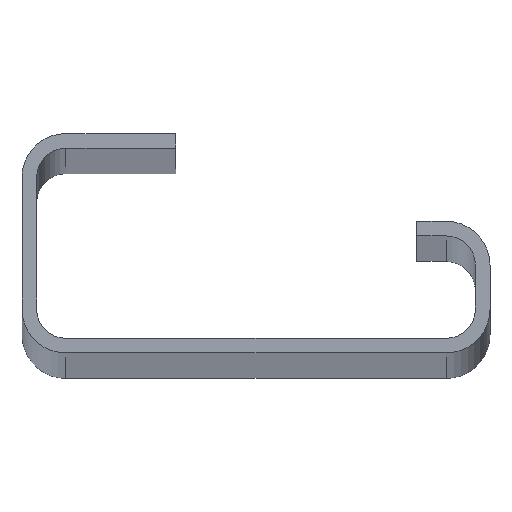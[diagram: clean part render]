
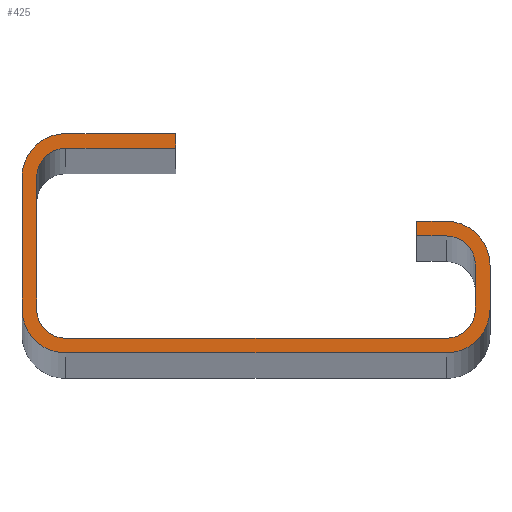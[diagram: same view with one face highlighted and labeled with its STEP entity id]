
A CAD part, top view. The second image highlights one B-rep face of the part: STEP entity #425.
In plain terms, the highlighted planar face has unit normal (0, 0, 1).
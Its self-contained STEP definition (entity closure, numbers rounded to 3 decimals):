
#16=CIRCLE('',#433,3.);
#18=CIRCLE('',#437,3.);
#20=CIRCLE('',#441,3.);
#22=CIRCLE('',#445,3.);
#24=CIRCLE('',#451,2.);
#26=CIRCLE('',#455,2.);
#28=CIRCLE('',#459,2.);
#30=CIRCLE('',#463,2.);
#59=FACE_OUTER_BOUND('',#81,.T.);
#81=EDGE_LOOP('',(#351,#352,#353,#354,#355,#356,#357,#358,#359,#360,#361,
#362,#363,#364,#365,#366,#367,#368,#369,#370));
#85=LINE('',#597,#129);
#88=LINE('',#603,#132);
#92=LINE('',#615,#136);
#96=LINE('',#627,#140);
#100=LINE('',#639,#144);
#104=LINE('',#651,#148);
#107=LINE('',#657,#151);
#110=LINE('',#663,#154);
#114=LINE('',#675,#158);
#118=LINE('',#687,#162);
#122=LINE('',#699,#166);
#126=LINE('',#709,#170);
#129=VECTOR('',#473,1.);
#132=VECTOR('',#478,2.);
#136=VECTOR('',#490,3.);
#140=VECTOR('',#502,26.);
#144=VECTOR('',#514,9.);
#148=VECTOR('',#526,7.5);
#151=VECTOR('',#531,1.);
#154=VECTOR('',#536,7.5);
#158=VECTOR('',#548,9.);
#162=VECTOR('',#560,26.);
#166=VECTOR('',#572,3.);
#170=VECTOR('',#584,2.);
#173=VERTEX_POINT('',#594);
#174=VERTEX_POINT('',#596);
#176=VERTEX_POINT('',#602);
#178=VERTEX_POINT('',#608);
#180=VERTEX_POINT('',#614);
#182=VERTEX_POINT('',#620);
#184=VERTEX_POINT('',#626);
#186=VERTEX_POINT('',#632);
#188=VERTEX_POINT('',#638);
#190=VERTEX_POINT('',#644);
#192=VERTEX_POINT('',#650);
#194=VERTEX_POINT('',#656);
#196=VERTEX_POINT('',#662);
#198=VERTEX_POINT('',#668);
#200=VERTEX_POINT('',#674);
#202=VERTEX_POINT('',#680);
#204=VERTEX_POINT('',#686);
#206=VERTEX_POINT('',#692);
#208=VERTEX_POINT('',#698);
#210=VERTEX_POINT('',#704);
#213=EDGE_CURVE('',#174,#173,#85,.T.);
#216=EDGE_CURVE('',#176,#174,#88,.T.);
#219=EDGE_CURVE('',#178,#176,#16,.T.);
#222=EDGE_CURVE('',#180,#178,#92,.T.);
#225=EDGE_CURVE('',#182,#180,#18,.T.);
#228=EDGE_CURVE('',#184,#182,#96,.T.);
#231=EDGE_CURVE('',#186,#184,#20,.T.);
#234=EDGE_CURVE('',#188,#186,#100,.T.);
#237=EDGE_CURVE('',#190,#188,#22,.T.);
#240=EDGE_CURVE('',#192,#190,#104,.T.);
#243=EDGE_CURVE('',#194,#192,#107,.T.);
#246=EDGE_CURVE('',#196,#194,#110,.T.);
#249=EDGE_CURVE('',#198,#196,#24,.T.);
#252=EDGE_CURVE('',#200,#198,#114,.T.);
#255=EDGE_CURVE('',#202,#200,#26,.T.);
#258=EDGE_CURVE('',#204,#202,#118,.T.);
#261=EDGE_CURVE('',#206,#204,#28,.T.);
#264=EDGE_CURVE('',#208,#206,#122,.T.);
#267=EDGE_CURVE('',#210,#208,#30,.T.);
#270=EDGE_CURVE('',#173,#210,#126,.T.);
#351=ORIENTED_EDGE('',*,*,#270,.T.);
#352=ORIENTED_EDGE('',*,*,#267,.T.);
#353=ORIENTED_EDGE('',*,*,#264,.T.);
#354=ORIENTED_EDGE('',*,*,#261,.T.);
#355=ORIENTED_EDGE('',*,*,#258,.T.);
#356=ORIENTED_EDGE('',*,*,#255,.T.);
#357=ORIENTED_EDGE('',*,*,#252,.T.);
#358=ORIENTED_EDGE('',*,*,#249,.T.);
#359=ORIENTED_EDGE('',*,*,#246,.T.);
#360=ORIENTED_EDGE('',*,*,#243,.T.);
#361=ORIENTED_EDGE('',*,*,#240,.T.);
#362=ORIENTED_EDGE('',*,*,#237,.T.);
#363=ORIENTED_EDGE('',*,*,#234,.T.);
#364=ORIENTED_EDGE('',*,*,#231,.T.);
#365=ORIENTED_EDGE('',*,*,#228,.T.);
#366=ORIENTED_EDGE('',*,*,#225,.T.);
#367=ORIENTED_EDGE('',*,*,#222,.T.);
#368=ORIENTED_EDGE('',*,*,#219,.T.);
#369=ORIENTED_EDGE('',*,*,#216,.T.);
#370=ORIENTED_EDGE('',*,*,#213,.T.);
#403=PLANE('',#465);
#425=ADVANCED_FACE('',(#59),#403,.T.);
#433=AXIS2_PLACEMENT_3D('',#609,#484,#485);
#437=AXIS2_PLACEMENT_3D('',#621,#496,#497);
#441=AXIS2_PLACEMENT_3D('',#633,#508,#509);
#445=AXIS2_PLACEMENT_3D('',#645,#520,#521);
#451=AXIS2_PLACEMENT_3D('',#669,#542,#543);
#455=AXIS2_PLACEMENT_3D('',#681,#554,#555);
#459=AXIS2_PLACEMENT_3D('',#693,#566,#567);
#463=AXIS2_PLACEMENT_3D('',#705,#578,#579);
#465=AXIS2_PLACEMENT_3D('',#710,#585,#586);
#473=DIRECTION('',(0.,-1.,0.));
#478=DIRECTION('',(-1.,0.,0.));
#484=DIRECTION('center_axis',(0.,0.,1.));
#485=DIRECTION('ref_axis',(1.,0.,0.));
#490=DIRECTION('',(0.,1.,0.));
#496=DIRECTION('center_axis',(0.,0.,1.));
#497=DIRECTION('ref_axis',(0.,-1.,0.));
#502=DIRECTION('',(1.,0.,0.));
#508=DIRECTION('center_axis',(0.,0.,1.));
#509=DIRECTION('ref_axis',(-1.,0.,0.));
#514=DIRECTION('',(0.,-1.,0.));
#520=DIRECTION('center_axis',(0.,0.,1.));
#521=DIRECTION('ref_axis',(0.,1.,0.));
#526=DIRECTION('',(-1.,0.,0.));
#531=DIRECTION('',(0.,1.,0.));
#536=DIRECTION('',(1.,0.,0.));
#542=DIRECTION('center_axis',(0.,0.,-1.));
#543=DIRECTION('ref_axis',(0.,-1.,0.));
#548=DIRECTION('',(0.,1.,0.));
#554=DIRECTION('center_axis',(0.,0.,-1.));
#555=DIRECTION('ref_axis',(1.,0.,0.));
#560=DIRECTION('',(-1.,0.,0.));
#566=DIRECTION('center_axis',(0.,0.,-1.));
#567=DIRECTION('ref_axis',(0.,1.,0.));
#572=DIRECTION('',(0.,-1.,0.));
#578=DIRECTION('center_axis',(0.,0.,-1.));
#579=DIRECTION('ref_axis',(-1.,0.,0.));
#584=DIRECTION('',(1.,0.,0.));
#585=DIRECTION('center_axis',(0.,0.,1.));
#586=DIRECTION('ref_axis',(1.,0.,0.));
#594=CARTESIAN_POINT('',(11.,0.5,1000.));
#596=CARTESIAN_POINT('',(11.,1.5,1000.));
#597=CARTESIAN_POINT('',(11.,1.5,1000.));
#602=CARTESIAN_POINT('',(13.,1.5,1000.));
#603=CARTESIAN_POINT('',(13.,1.5,1000.));
#608=CARTESIAN_POINT('',(16.,-1.5,1000.));
#609=CARTESIAN_POINT('Origin',(13.,-1.5,1000.));
#614=CARTESIAN_POINT('',(16.,-4.5,1000.));
#615=CARTESIAN_POINT('',(16.,-4.5,1000.));
#620=CARTESIAN_POINT('',(13.,-7.5,1000.));
#621=CARTESIAN_POINT('Origin',(13.,-4.5,1000.));
#626=CARTESIAN_POINT('',(-13.,-7.5,1000.));
#627=CARTESIAN_POINT('',(-13.,-7.5,1000.));
#632=CARTESIAN_POINT('',(-16.,-4.5,1000.));
#633=CARTESIAN_POINT('Origin',(-13.,-4.5,1000.));
#638=CARTESIAN_POINT('',(-16.,4.5,1000.));
#639=CARTESIAN_POINT('',(-16.,4.5,1000.));
#644=CARTESIAN_POINT('',(-13.,7.5,1000.));
#645=CARTESIAN_POINT('Origin',(-13.,4.5,1000.));
#650=CARTESIAN_POINT('',(-5.5,7.5,1000.));
#651=CARTESIAN_POINT('',(-5.5,7.5,1000.));
#656=CARTESIAN_POINT('',(-5.5,6.5,1000.));
#657=CARTESIAN_POINT('',(-5.5,6.5,1000.));
#662=CARTESIAN_POINT('',(-13.,6.5,1000.));
#663=CARTESIAN_POINT('',(-13.,6.5,1000.));
#668=CARTESIAN_POINT('',(-15.,4.5,1000.));
#669=CARTESIAN_POINT('Origin',(-13.,4.5,1000.));
#674=CARTESIAN_POINT('',(-15.,-4.5,1000.));
#675=CARTESIAN_POINT('',(-15.,-4.5,1000.));
#680=CARTESIAN_POINT('',(-13.,-6.5,1000.));
#681=CARTESIAN_POINT('Origin',(-13.,-4.5,1000.));
#686=CARTESIAN_POINT('',(13.,-6.5,1000.));
#687=CARTESIAN_POINT('',(13.,-6.5,1000.));
#692=CARTESIAN_POINT('',(15.,-4.5,1000.));
#693=CARTESIAN_POINT('Origin',(13.,-4.5,1000.));
#698=CARTESIAN_POINT('',(15.,-1.5,1000.));
#699=CARTESIAN_POINT('',(15.,-1.5,1000.));
#704=CARTESIAN_POINT('',(13.,0.5,1000.));
#705=CARTESIAN_POINT('Origin',(13.,-1.5,1000.));
#709=CARTESIAN_POINT('',(11.,0.5,1000.));
#710=CARTESIAN_POINT('Origin',(-2.25,-2.491,1000.));
